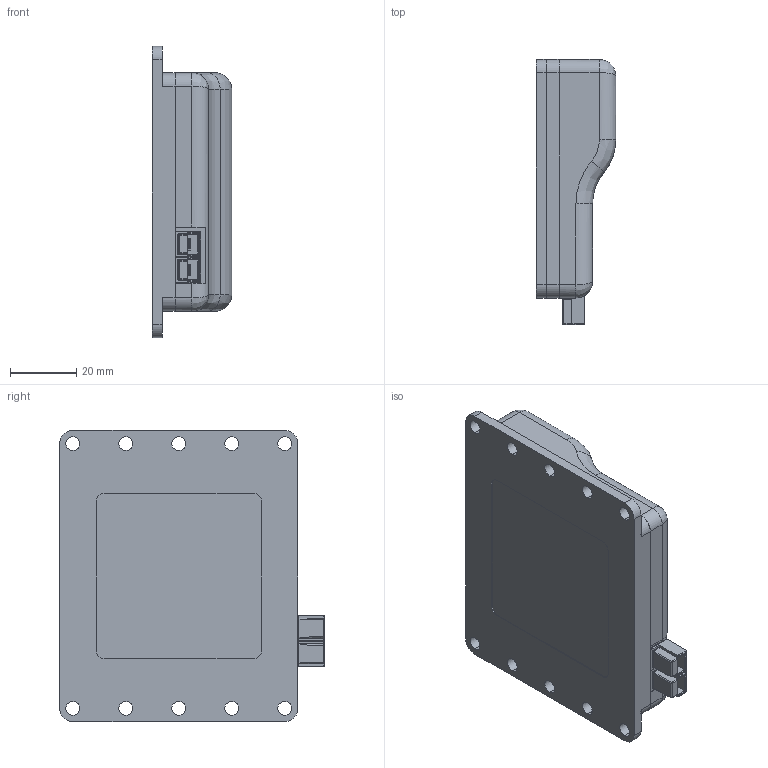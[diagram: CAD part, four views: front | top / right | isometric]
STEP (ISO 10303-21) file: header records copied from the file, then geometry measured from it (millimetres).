
FILE_DESCRIPTION (( 'STEP AP214' ), '1' );
FILE_NAME ('core_servo_controller.step', '2017-10-17T01:03:35', ( '' ), ( '' ), 'SwSTEP 2.0', 'SolidWorks 2017', '' );
FILE_SCHEMA (( 'AUTOMOTIVE_DESIGN' ));
Length unit declared in the file: inch
Products named in the file (1): core_servo_controller
Bounding box: 24 x 80 x 88 mm (x, y, z)
Volume: 104275.2 mm3; surface area: 21195.5 mm2
Topology: 1 solids, 1 shells, 664 faces, 1732 edges, 1117 vertices
Faces by surface type: plane 387, cylinder 151, bspline 112, torus 10, cone 4
Entity records: 32819 total; most frequent: CARTESIAN_POINT 9206, ORIENTED_EDGE 3448, DIRECTION 2462, EDGE_CURVE 1724, VERTEX_POINT 1117, VECTOR 994, LINE 994, EDGE_LOOP 743
